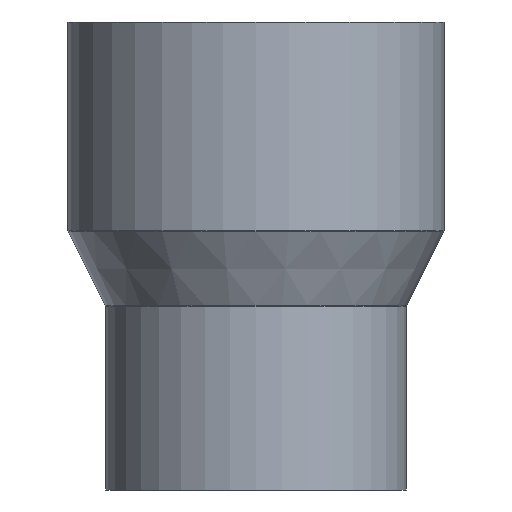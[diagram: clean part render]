
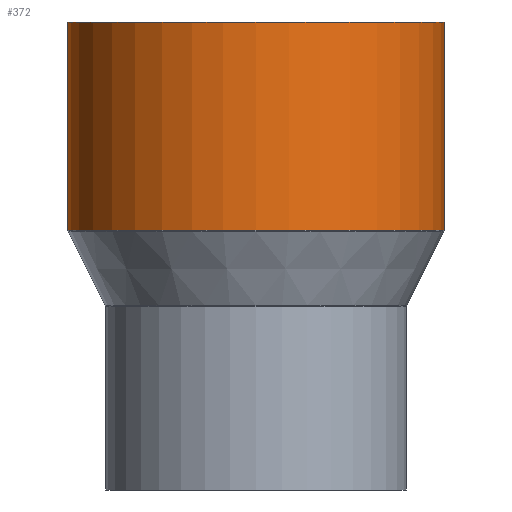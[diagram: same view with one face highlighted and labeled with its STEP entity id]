
A CAD part, front view. The second image highlights one B-rep face of the part: STEP entity #372.
In plain terms, the highlighted cylindrical face has radius 112.5 mm (diameter 225 mm), a partial arc.
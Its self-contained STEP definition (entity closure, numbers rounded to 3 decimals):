
#11 = DIRECTION ( 'NONE',  ( 0., 0., -1. ) ) ;
#61 = VECTOR ( 'NONE', #639, 1000. ) ;
#64 = ORIENTED_EDGE ( 'NONE', *, *, #104, .T. ) ;
#66 = DIRECTION ( 'NONE',  ( -1., 0., 0. ) ) ;
#75 = AXIS2_PLACEMENT_3D ( 'NONE', #165, #11, #357 ) ;
#100 = CARTESIAN_POINT ( 'NONE',  ( 0., 0., -16.533 ) ) ;
#102 = FACE_OUTER_BOUND ( 'NONE', #593, .T. ) ;
#104 = EDGE_CURVE ( 'NONE', #271, #651, #608, .T. ) ;
#139 = LINE ( 'NONE', #489, #61 ) ;
#145 = DIRECTION ( 'NONE',  ( 0., 0., -1. ) ) ;
#146 = EDGE_CURVE ( 'NONE', #651, #410, #389, .T. ) ;
#165 = CARTESIAN_POINT ( 'NONE',  ( 0., 0., 20.272 ) ) ;
#184 = ORIENTED_EDGE ( 'NONE', *, *, #638, .F. ) ;
#190 = CARTESIAN_POINT ( 'NONE',  ( -112.5, 0., 144.8 ) ) ;
#210 = CARTESIAN_POINT ( 'NONE',  ( -112.5, 0., 20.272 ) ) ;
#267 = ORIENTED_EDGE ( 'NONE', *, *, #562, .F. ) ;
#271 = VERTEX_POINT ( 'NONE', #641 ) ;
#319 = AXIS2_PLACEMENT_3D ( 'NONE', #100, #399, #446 ) ;
#325 = CARTESIAN_POINT ( 'NONE',  ( 0., 0., 144.8 ) ) ;
#357 = DIRECTION ( 'NONE',  ( -1., 0., 0. ) ) ;
#363 = DIRECTION ( 'NONE',  ( 0., 0., -1. ) ) ;
#372 = ADVANCED_FACE ( 'NONE', ( #102 ), #451, .T. ) ;
#389 = LINE ( 'NONE', #482, #598 ) ;
#399 = DIRECTION ( 'NONE',  ( 0., 0., -1. ) ) ;
#410 = VERTEX_POINT ( 'NONE', #210 ) ;
#413 = AXIS2_PLACEMENT_3D ( 'NONE', #325, #363, #66 ) ;
#417 = CARTESIAN_POINT ( 'NONE',  ( 112.5, 0., 20.272 ) ) ;
#446 = DIRECTION ( 'NONE',  ( -1., 0., 0. ) ) ;
#451 = CYLINDRICAL_SURFACE ( 'NONE', #319, 112.5 ) ;
#482 = CARTESIAN_POINT ( 'NONE',  ( -112.5, 0., -16.533 ) ) ;
#489 = CARTESIAN_POINT ( 'NONE',  ( 112.5, 0., -16.533 ) ) ;
#527 = VERTEX_POINT ( 'NONE', #417 ) ;
#534 = ORIENTED_EDGE ( 'NONE', *, *, #146, .T. ) ;
#562 = EDGE_CURVE ( 'NONE', #527, #410, #646, .T. ) ;
#593 = EDGE_LOOP ( 'NONE', ( #184, #64, #534, #267 ) ) ;
#598 = VECTOR ( 'NONE', #145, 1000. ) ;
#608 = CIRCLE ( 'NONE', #413, 112.5 ) ;
#638 = EDGE_CURVE ( 'NONE', #271, #527, #139, .T. ) ;
#639 = DIRECTION ( 'NONE',  ( 0., 0., -1. ) ) ;
#641 = CARTESIAN_POINT ( 'NONE',  ( 112.5, 0., 144.8 ) ) ;
#646 = CIRCLE ( 'NONE', #75, 112.5 ) ;
#651 = VERTEX_POINT ( 'NONE', #190 ) ;
